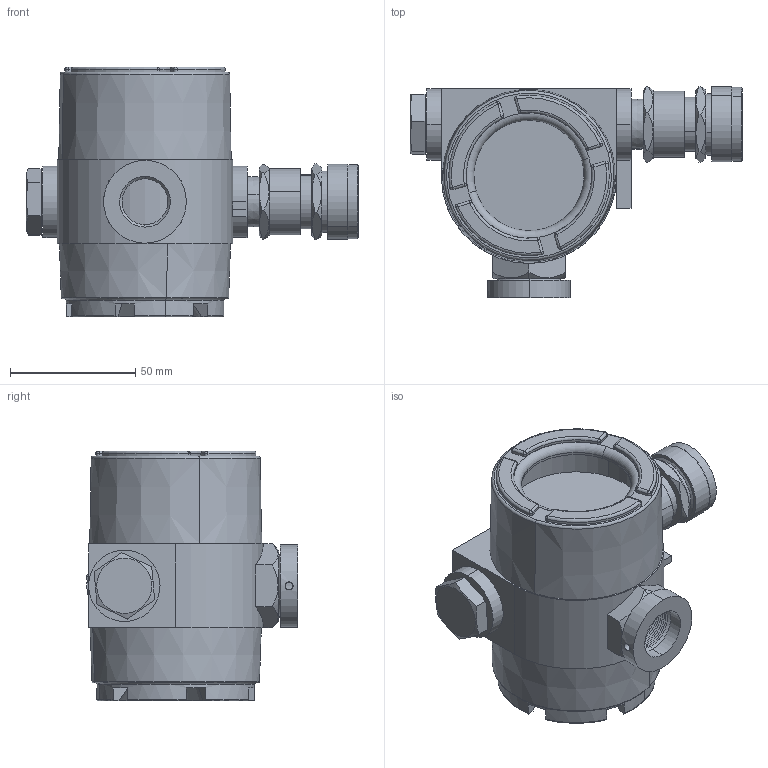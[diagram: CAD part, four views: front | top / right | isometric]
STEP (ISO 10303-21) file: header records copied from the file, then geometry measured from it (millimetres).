
FILE_DESCRIPTION (( 'STEP AP214' ), '1' );
FILE_NAME ('ÁÈÂ Äåíó.STEP', '2021-11-30T13:14:52', ( '1' ), ( '' ), 'SwSTEP 2.0', 'SolidWorks 2014', '' );
FILE_SCHEMA (( 'AUTOMOTIVE_DESIGN' ));
Length unit declared in the file: millimetre
Products named in the file (10): Øòóöåð ó ÁÈÂ ä2; Øòóöåð ó ÁÈÂ ä1; 櫻蠉錪2; 藏檗.753125.011; ÂÃÀÐ.714551.001 Ââîä êàáåëüíûé; Øòóöåð ó ÁÈÂ ä3; ÁÈÂ Äåíó; 櫻蠉錪1; 櫻蠉錪3; 櫻蠉錪4
Assembly tree (9 placements, depth 2):
  ÁÈÂ Äåíó
    櫻蠉錪1
    櫻蠉錪3
    Øòóöåð ó ÁÈÂ ä3
    Øòóöåð ó ÁÈÂ ä1
    Øòóöåð ó ÁÈÂ ä2
    櫻蠉錪4
    櫻蠉錪2
    藏檗.753125.011
    ÂÃÀÐ.714551.001 Ââîä êàáåëüíûé
Bounding box: 132.42 x 84.4 x 99.7 mm (x, y, z)
Volume: 409689.7 mm3; surface area: 85243.7 mm2
Topology: 9 solids, 9 shells, 573 faces, 1241 edges, 699 vertices
Faces by surface type: cone 309, cylinder 111, plane 104, torus 31, sphere 18
Entity records: 16231 total; most frequent: CARTESIAN_POINT 3145, DIRECTION 2961, ORIENTED_EDGE 2450, EDGE_CURVE 1225, AXIS2_PLACEMENT_3D 1207, VERTEX_POINT 695, CIRCLE 622, EDGE_LOOP 612
